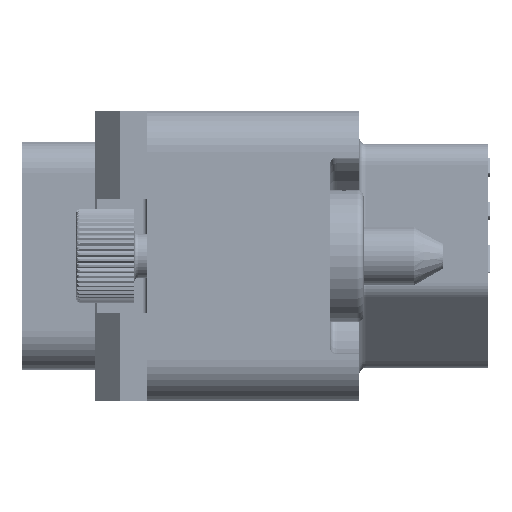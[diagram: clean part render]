
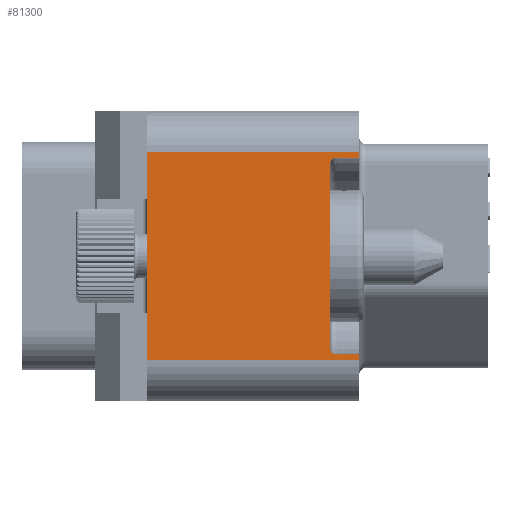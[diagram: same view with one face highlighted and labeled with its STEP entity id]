
A CAD part, left-side view. The second image highlights one B-rep face of the part: STEP entity #81300.
In plain terms, the highlighted planar face has unit normal (-1, 0, 0).
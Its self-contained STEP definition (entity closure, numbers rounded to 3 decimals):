
#4171=DIRECTION('',(0.,0.,-1.));
#4172=VECTOR('',#4171,10.);
#4173=CARTESIAN_POINT('',(-40.,10.25,5.));
#4174=LINE('',#4173,#4172);
#4274=DIRECTION('',(0.,-1.,0.));
#4275=VECTOR('',#4274,10.25);
#4276=CARTESIAN_POINT('',(-40.,10.25,5.));
#4277=LINE('',#4276,#4275);
#6979=DIRECTION('',(0.,1.,0.));
#6980=VECTOR('',#6979,10.25);
#6981=CARTESIAN_POINT('',(-40.,0.,-5.));
#6982=LINE('',#6981,#6980);
#6988=DIRECTION('',(0.,0.,1.));
#6989=VECTOR('',#6988,8.9);
#6990=CARTESIAN_POINT('',(-40.,1.4,-4.45));
#6991=LINE('',#6990,#6989);
#6992=DIRECTION('',(0.,1.,0.));
#6993=VECTOR('',#6992,1.1);
#6994=CARTESIAN_POINT('',(-40.,0.,-4.75));
#6995=LINE('',#6994,#6993);
#6996=DIRECTION('',(0.,0.,-1.));
#6997=VECTOR('',#6996,0.25);
#6998=CARTESIAN_POINT('',(-40.,0.,-4.75));
#6999=LINE('',#6998,#6997);
#7000=DIRECTION('',(0.,0.,-1.));
#7001=VECTOR('',#7000,0.25);
#7002=CARTESIAN_POINT('',(-40.,0.,5.));
#7003=LINE('',#7002,#7001);
#7004=DIRECTION('',(0.,1.,0.));
#7005=VECTOR('',#7004,1.1);
#7006=CARTESIAN_POINT('',(-40.,0.,4.75));
#7007=LINE('',#7006,#7005);
#7041=CARTESIAN_POINT('',(-40.,1.1,-4.45));
#7042=DIRECTION('',(1.,0.,0.));
#7043=DIRECTION('',(0.,0.,-1.));
#7044=AXIS2_PLACEMENT_3D('',#7041,#7042,#7043);
#7065=CARTESIAN_POINT('',(-40.,1.1,4.45));
#7066=DIRECTION('',(1.,0.,0.));
#7067=DIRECTION('',(0.,1.,0.));
#7068=AXIS2_PLACEMENT_3D('',#7065,#7066,#7067);
#61219=CARTESIAN_POINT('',(-40.,0.,5.));
#61220=VERTEX_POINT('',#61219);
#61221=CARTESIAN_POINT('',(-40.,10.25,5.));
#61222=VERTEX_POINT('',#61221);
#61227=CARTESIAN_POINT('',(-40.,10.25,-5.));
#61228=VERTEX_POINT('',#61227);
#61229=CARTESIAN_POINT('',(-40.,0.,-5.));
#61230=VERTEX_POINT('',#61229);
#61239=CARTESIAN_POINT('',(-40.,0.,-4.75));
#61241=VERTEX_POINT('',#61239);
#61245=CARTESIAN_POINT('',(-40.,0.,4.75));
#61246=VERTEX_POINT('',#61245);
#61456=CARTESIAN_POINT('',(-40.,1.4,-4.45));
#61458=VERTEX_POINT('',#61456);
#61460=CARTESIAN_POINT('',(-40.,1.1,-4.75));
#61462=VERTEX_POINT('',#61460);
#61467=CARTESIAN_POINT('',(-40.,1.4,4.45));
#61468=VERTEX_POINT('',#61467);
#61469=CARTESIAN_POINT('',(-40.,1.1,4.75));
#61470=VERTEX_POINT('',#61469);
#81278=CARTESIAN_POINT('',(-40.,0.,7.));
#81279=DIRECTION('',(-1.,0.,0.));
#81280=DIRECTION('',(0.,1.,0.));
#81281=AXIS2_PLACEMENT_3D('',#81278,#81279,#81280);
#81282=PLANE('',#81281);
#81284=ORIENTED_EDGE('',*,*,#81283,.F.);
#81286=ORIENTED_EDGE('',*,*,#81285,.F.);
#81288=ORIENTED_EDGE('',*,*,#81287,.F.);
#81289=ORIENTED_EDGE('',*,*,#79013,.T.);
#81290=ORIENTED_EDGE('',*,*,#81272,.T.);
#81291=ORIENTED_EDGE('',*,*,#78910,.F.);
#81292=ORIENTED_EDGE('',*,*,#78990,.T.);
#81293=ORIENTED_EDGE('',*,*,#79021,.T.);
#81295=ORIENTED_EDGE('',*,*,#81294,.T.);
#81297=ORIENTED_EDGE('',*,*,#81296,.F.);
#81298=EDGE_LOOP('',(#81284,#81286,#81288,#81289,#81290,#81291,#81292,#81293,
#81295,#81297));
#81299=FACE_OUTER_BOUND('',#81298,.F.);
#81300=ADVANCED_FACE('',(#81299),#81282,.T.);
#7045=CIRCLE('',#7044,0.3);
#7069=CIRCLE('',#7068,0.3);
#78910=EDGE_CURVE('',#61222,#61228,#4174,.T.);
#78990=EDGE_CURVE('',#61222,#61220,#4277,.T.);
#79013=EDGE_CURVE('',#61241,#61230,#6999,.T.);
#79021=EDGE_CURVE('',#61220,#61246,#7003,.T.);
#81272=EDGE_CURVE('',#61230,#61228,#6982,.T.);
#81283=EDGE_CURVE('',#61458,#61468,#6991,.T.);
#81285=EDGE_CURVE('',#61462,#61458,#7045,.T.);
#81287=EDGE_CURVE('',#61241,#61462,#6995,.T.);
#81294=EDGE_CURVE('',#61246,#61470,#7007,.T.);
#81296=EDGE_CURVE('',#61468,#61470,#7069,.T.);
